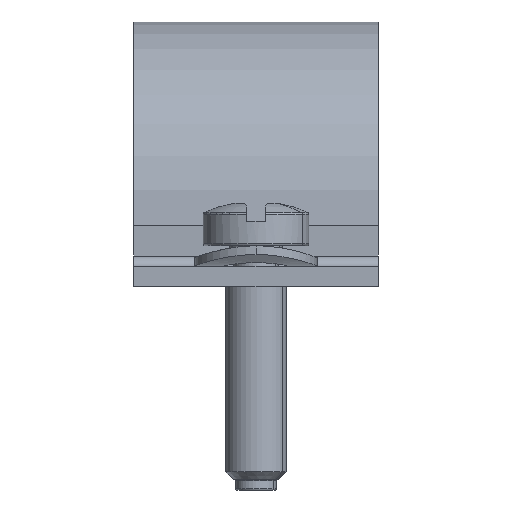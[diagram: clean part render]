
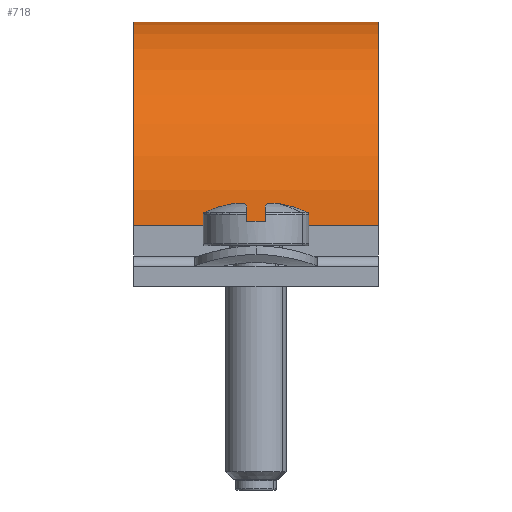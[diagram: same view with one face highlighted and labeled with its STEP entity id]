
A CAD part, front view. The second image highlights one B-rep face of the part: STEP entity #718.
In plain terms, the highlighted cylindrical face has radius 10 mm (diameter 20 mm), a partial arc.
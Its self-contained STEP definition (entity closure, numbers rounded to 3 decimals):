
#220=AXIS2_PLACEMENT_3D('Circle Axis2P3D',#218,#219,$) ;
#227=AXIS2_PLACEMENT_3D('Circle Axis2P3D',#225,#226,$) ;
#689=AXIS2_PLACEMENT_3D('Cylinder Axis2P3D',#686,#687,#688) ;
#693=AXIS2_PLACEMENT_3D('Circle Axis2P3D',#691,#692,$) ;
#707=AXIS2_PLACEMENT_3D('Circle Axis2P3D',#705,#706,$) ;
#215=CARTESIAN_POINT('Vertex',(0.,9.5,13.)) ;
#218=CARTESIAN_POINT('Axis2P3D Location',(0.,19.5,13.)) ;
#222=CARTESIAN_POINT('Vertex',(0.,19.5,23.)) ;
#225=CARTESIAN_POINT('Axis2P3D Location',(0.,19.5,13.)) ;
#229=CARTESIAN_POINT('Vertex',(0.,29.5,13.)) ;
#333=CARTESIAN_POINT('Line Origine',(6.,29.5,13.)) ;
#337=CARTESIAN_POINT('Vertex',(12.,29.5,13.)) ;
#686=CARTESIAN_POINT('Axis2P3D Location',(6.,19.5,13.)) ;
#691=CARTESIAN_POINT('Axis2P3D Location',(12.,19.5,13.)) ;
#695=CARTESIAN_POINT('Vertex',(12.,19.5,23.)) ;
#698=CARTESIAN_POINT('Line Origine',(6.,9.5,13.)) ;
#702=CARTESIAN_POINT('Vertex',(12.,9.5,13.)) ;
#705=CARTESIAN_POINT('Axis2P3D Location',(12.,19.5,13.)) ;
#219=DIRECTION('Axis2P3D Direction',(-1.,0.,0.)) ;
#226=DIRECTION('Axis2P3D Direction',(-1.,0.,0.)) ;
#334=DIRECTION('Vector Direction',(-1.,0.,0.)) ;
#687=DIRECTION('Axis2P3D Direction',(-1.,0.,0.)) ;
#688=DIRECTION('Axis2P3D XDirection',(0.,-1.,0.)) ;
#692=DIRECTION('Axis2P3D Direction',(-1.,0.,0.)) ;
#699=DIRECTION('Vector Direction',(-1.,0.,0.)) ;
#706=DIRECTION('Axis2P3D Direction',(-1.,0.,0.)) ;
#335=VECTOR('Line Direction',#334,1.) ;
#700=VECTOR('Line Direction',#699,1.) ;
#711=ORIENTED_EDGE('',*,*,#697,.T.) ;
#712=ORIENTED_EDGE('',*,*,#339,.T.) ;
#713=ORIENTED_EDGE('',*,*,#231,.F.) ;
#714=ORIENTED_EDGE('',*,*,#224,.T.) ;
#715=ORIENTED_EDGE('',*,*,#704,.F.) ;
#716=ORIENTED_EDGE('',*,*,#709,.F.) ;
#718=ADVANCED_FACE('Hauptk\X2\00F6\X0\rper',(#717),#690,.T.) ;
#221=CIRCLE('generated circle',#220,10.) ;
#228=CIRCLE('generated circle',#227,10.) ;
#694=CIRCLE('generated circle',#693,10.) ;
#708=CIRCLE('generated circle',#707,10.) ;
#690=CYLINDRICAL_SURFACE('generated cylinder',#689,10.) ;
#224=EDGE_CURVE('',#223,#216,#221,.F.) ;
#231=EDGE_CURVE('',#223,#230,#228,.T.) ;
#339=EDGE_CURVE('',#338,#230,#336,.T.) ;
#697=EDGE_CURVE('',#696,#338,#694,.T.) ;
#704=EDGE_CURVE('',#703,#216,#701,.T.) ;
#709=EDGE_CURVE('',#696,#703,#708,.F.) ;
#710=EDGE_LOOP('',(#711,#712,#713,#714,#715,#716)) ;
#717=FACE_OUTER_BOUND('',#710,.T.) ;
#336=LINE('Line',#333,#335) ;
#701=LINE('Line',#698,#700) ;
#216=VERTEX_POINT('',#215) ;
#223=VERTEX_POINT('',#222) ;
#230=VERTEX_POINT('',#229) ;
#338=VERTEX_POINT('',#337) ;
#696=VERTEX_POINT('',#695) ;
#703=VERTEX_POINT('',#702) ;
